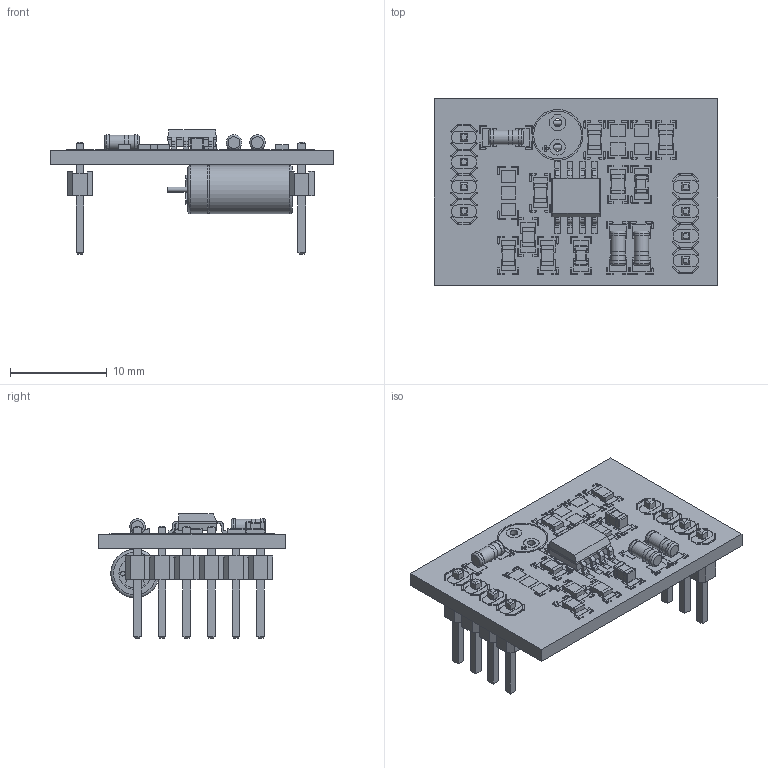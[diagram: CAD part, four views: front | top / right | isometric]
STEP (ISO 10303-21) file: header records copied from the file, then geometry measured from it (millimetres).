
FILE_DESCRIPTION(('FreeCAD Model'),'2;1');
FILE_NAME('changer.stp', '2018-07-31T10:31:24',('kicad StepUp'),('ksu MCAD'), 'Open CASCADE STEP processor 6.8','FreeCAD','Unknown');
FILE_SCHEMA(('AUTOMOTIVE_DESIGN_CC2 { 1 2 10303 214 -1 1 5 4 }'));
Length unit declared in the file: millimetre
Products named in the file (19): Board; C1; R5; R4; R6; R8; C2; R1; R9; IC1; JP1; C3; JP2; D3; R3; DZ1; D1; tPad_17; tPlace_21
Bounding box: 29.19 x 19.23 x 12.8 mm (x, y, z)
Volume: 1280.2 mm3; surface area: 2479.2 mm2
Topology: 255 solids, 255 shells, 2098 faces, 4457 edges, 2890 vertices
Faces by surface type: plane 1550, cylinder 522, sphere 16, torus 10
Full cylindrical faces by diameter (mm): 0.5 x2, 0.8 x16, 0.812 x4, 1.478 x3, 1.48 x6, 1.6 x7, 3 x1, 3.3 x1, 4.928 x1, 5 x2, 5.232 x1
Entity records: 62334 total; most frequent: DIRECTION 9715, CARTESIAN_POINT 9430, ORIENTED_EDGE 8906, EDGE_CURVE 4441, LINE 3365, VECTOR 3365, AXIS2_PLACEMENT_3D 3175, VERTEX_POINT 2890
